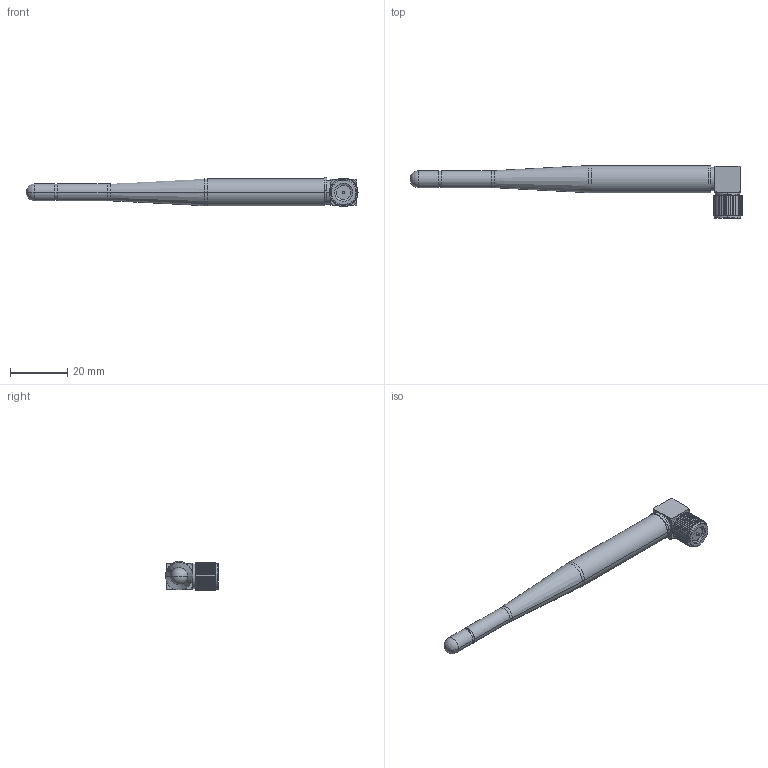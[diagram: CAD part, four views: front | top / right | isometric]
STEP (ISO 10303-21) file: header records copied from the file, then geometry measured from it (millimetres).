
FILE_DESCRIPTION (( 'STEP AP214' ), '1' );
FILE_NAME ('FMANRBD1042_3D.step', '2025-01-07T20:38:34', ( '' ), ( '' ), 'SwSTEP 2.0', 'SolidWorks 2022', '' );
FILE_SCHEMA (( 'AUTOMOTIVE_DESIGN' ));
Length unit declared in the file: inch
Products named in the file (6): FMANRBD1042; LCANRBD1042_SMA; BAC02A-MA4; BAC02A-MA1; FMANRBD1042_3D
Assembly tree (5 placements, depth 3):
  FMANRBD1042_3D
    FMANRBD1042
    LCANRBD1042_SMA
      LCANRBD1042_SMA
      BAC02A-MA1
      BAC02A-MA4
Bounding box: 115.84 x 18.47 x 10.24 mm (x, y, z)
Volume: 6699.8 mm3; surface area: 4091.9 mm2
Topology: 4 solids, 4 shells, 315 faces, 843 edges, 547 vertices
Faces by surface type: plane 182, cylinder 83, cone 42, torus 8
Entity records: 12404 total; most frequent: CARTESIAN_POINT 1784, DIRECTION 1693, ORIENTED_EDGE 1682, EDGE_CURVE 841, VECTOR 589, LINE 589, AXIS2_PLACEMENT_3D 552, VERTEX_POINT 547
